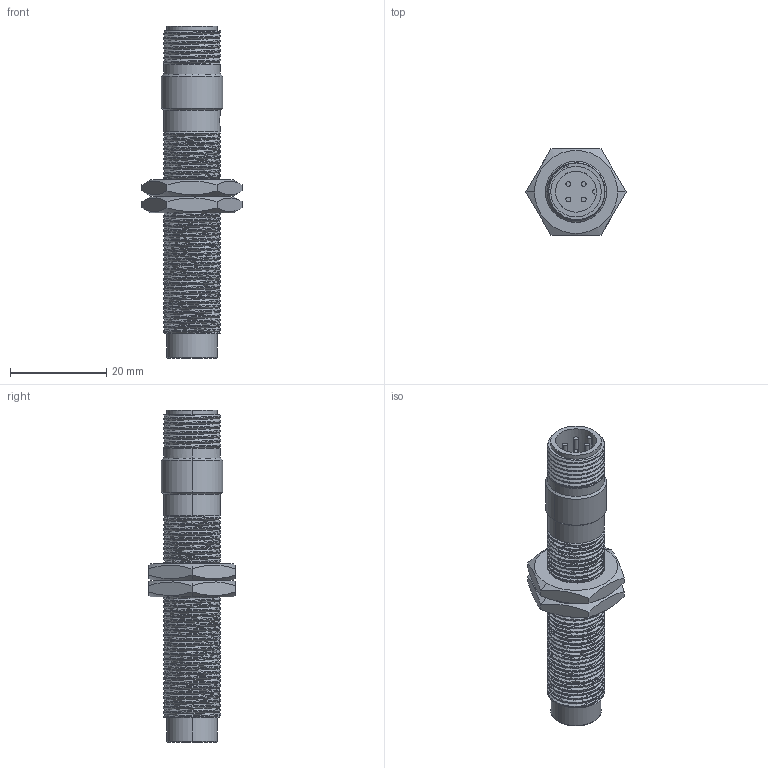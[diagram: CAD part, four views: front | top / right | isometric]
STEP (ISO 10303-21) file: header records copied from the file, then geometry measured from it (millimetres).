
FILE_DESCRIPTION((''),'2;1');
FILE_NAME('M12-___________ASM','2020-12-23T',('Gavin'),(''),'PRO/ENGINEER BY PARAMETRIC TECHNOLOGY CORPORATION, 2009440','PRO/ENGINEER BY PARAMETRIC TECHNOLOGY CORPORATION, 2009440','');
FILE_SCHEMA(('CONFIG_CONTROL_DESIGN'));
Length unit declared in the file: millimetre
Products named in the file (4): ____-____1_3_; _M12X1_____-_LPATTERN10_-1162; _M12X1_____-_LPATTERN10_-37798; M12-___________ASM
Assembly tree (3 placements, depth 2):
  M12-___________ASM
    ____-____1_3_
    _M12X1_____-_LPATTERN10_-1162
    _M12X1_____-_LPATTERN10_-37798
Bounding box: 20.78 x 18 x 69 mm (x, y, z)
Volume: 7942.2 mm3; surface area: 5733.9 mm2
Topology: 3 solids, 4 shells, 240 faces, 655 edges, 419 vertices
Faces by surface type: cylinder 154, cone 42, plane 34, bspline 8, torus 2
Entity records: 28731 total; most frequent: CARTESIAN_POINT 23089, ORIENTED_EDGE 1310, DIRECTION 938, EDGE_CURVE 655, VERTEX_POINT 419, AXIS2_PLACEMENT_3D 363, B_SPLINE_CURVE_WITH_KNOTS 319, EDGE_LOOP 256
